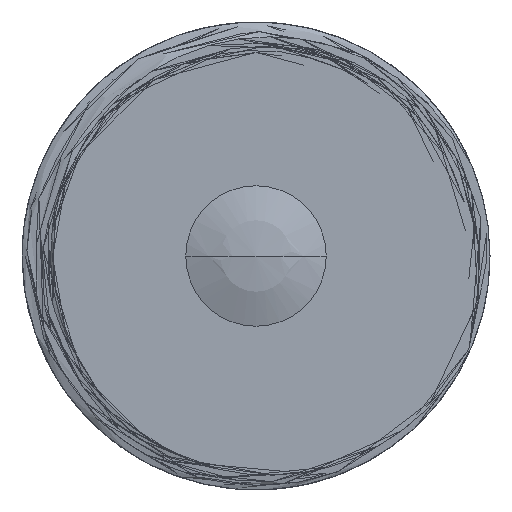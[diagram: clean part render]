
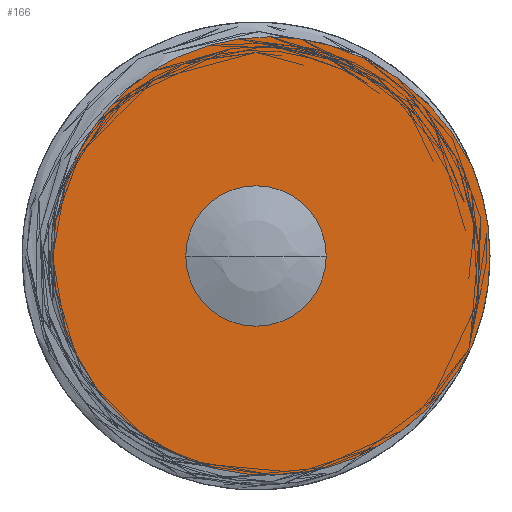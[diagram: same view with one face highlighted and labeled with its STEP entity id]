
A CAD part, left-side view. The second image highlights one B-rep face of the part: STEP entity #166.
In plain terms, the highlighted planar face has unit normal (-1, 0, 0).
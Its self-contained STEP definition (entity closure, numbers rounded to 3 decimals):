
#166=ADVANCED_FACE('',(#357,#358),#359,.F.);
#357=FACE_BOUND('',#3584,.T.);
#358=FACE_OUTER_BOUND('',#3585,.T.);
#359=PLANE('',#3586);
#3584=EDGE_LOOP('',(#5327,#5328));
#3585=EDGE_LOOP('',(#5329,#5330,#5331,#5332,#5333));
#3586=AXIS2_PLACEMENT_3D('',#5334,#5335,#5336);
#5327=ORIENTED_EDGE('',*,*,#5717,.F.);
#5328=ORIENTED_EDGE('',*,*,#5452,.F.);
#5329=ORIENTED_EDGE('',*,*,#5701,.T.);
#5330=ORIENTED_EDGE('',*,*,#5705,.T.);
#5331=ORIENTED_EDGE('',*,*,#5718,.T.);
#5332=ORIENTED_EDGE('',*,*,#5709,.T.);
#5333=ORIENTED_EDGE('',*,*,#5706,.T.);
#5334=CARTESIAN_POINT('',(1.5,2.5,0.0));
#5335=DIRECTION('',(1.0,0.,0.0));
#5336=DIRECTION('',(0.,1.0,0.0));
#5452=EDGE_CURVE('',#5733,#5729,#5735,.T.);
#5701=EDGE_CURVE('',#6153,#6150,#6154,.T.);
#5705=EDGE_CURVE('',#6150,#6157,#6159,.T.);
#5706=EDGE_CURVE('',#6160,#6153,#6161,.T.);
#5709=EDGE_CURVE('',#6165,#6160,#6166,.T.);
#5717=EDGE_CURVE('',#5729,#5733,#6175,.T.);
#5718=EDGE_CURVE('',#6157,#6165,#6176,.T.);
#5729=VERTEX_POINT('',#6189);
#5733=VERTEX_POINT('',#6194);
#5735=CIRCLE('',#6197,0.75);
#6150=VERTEX_POINT('',#10777);
#6153=VERTEX_POINT('',#10781);
#6154=CIRCLE('',#10782,2.5);
#6157=VERTEX_POINT('',#10837);
#6159=CIRCLE('',#10848,2.5);
#6160=VERTEX_POINT('',#10849);
#6161=B_SPLINE_CURVE_WITH_KNOTS('',3,(#10850,#10851,#10852,#10853,#10854,#10855,#10856,#10857,#10858,#10859,#10860,#10861,#10862,#10863,#10864,#10865,#10866,#10867),.UNSPECIFIED.,.F.,.F.,(4,2,2,2,2,2,2,2,4),(0.0,0.001,0.001,0.002,0.003,0.003,0.004,0.005,0.005),.UNSPECIFIED.);
#6165=VERTEX_POINT('',#11377);
#6166=B_SPLINE_CURVE_WITH_KNOTS('',3,(#11378,#11379,#11380,#11381,#11382,#11383,#11384,#11385,#11386,#11387),.UNSPECIFIED.,.F.,.F.,(4,2,2,2,4),(0.0,0.001,0.001,0.002,0.002),.UNSPECIFIED.);
#6175=CIRCLE('',#11911,0.75);
#6176=B_SPLINE_CURVE_WITH_KNOTS('',3,(#11912,#11913,#11914,#11915,#11916,#11917,#11918,#11919,#11920,#11921,#11922,#11923,#11924,#11925,#11926,#11927,#11928,#11929),.UNSPECIFIED.,.F.,.F.,(4,2,2,2,2,2,2,2,4),(0.0,0.001,0.001,0.002,0.003,0.003,0.004,0.005,0.005),.UNSPECIFIED.);
#6189=CARTESIAN_POINT('',(1.5,-0.75,0.0));
#6194=CARTESIAN_POINT('',(1.5,0.75,0.));
#6197=AXIS2_PLACEMENT_3D('',#11944,#11945,#11946);
#10777=CARTESIAN_POINT('',(1.5,-2.5,0.));
#10781=CARTESIAN_POINT('',(1.5,-2.305,-0.968));
#10782=AXIS2_PLACEMENT_3D('',#12048,#12049,#12050);
#10837=CARTESIAN_POINT('',(1.5,-2.305,0.968));
#10848=AXIS2_PLACEMENT_3D('',#12051,#12052,#12053);
#10849=CARTESIAN_POINT('',(1.5,1.88,-1.135));
#10850=CARTESIAN_POINT('',(1.5,1.88,-1.135));
#10851=CARTESIAN_POINT('',(1.5,1.78,-1.328));
#10852=CARTESIAN_POINT('',(1.5,1.654,-1.502));
#10853=CARTESIAN_POINT('',(1.5,1.352,-1.812));
#10854=CARTESIAN_POINT('',(1.5,1.178,-1.943));
#10855=CARTESIAN_POINT('',(1.5,0.802,-2.153));
#10856=CARTESIAN_POINT('',(1.5,0.597,-2.231));
#10857=CARTESIAN_POINT('',(1.5,0.179,-2.329));
#10858=CARTESIAN_POINT('',(1.5,-0.04,-2.349));
#10859=CARTESIAN_POINT('',(1.5,-0.468,-2.329));
#10860=CARTESIAN_POINT('',(1.5,-0.684,-2.289));
#10861=CARTESIAN_POINT('',(1.5,-1.092,-2.152));
#10862=CARTESIAN_POINT('',(1.5,-1.285,-2.055));
#10863=CARTESIAN_POINT('',(1.5,-1.644,-1.812));
#10864=CARTESIAN_POINT('',(1.5,-1.805,-1.67));
#10865=CARTESIAN_POINT('',(1.5,-2.089,-1.344));
#10866=CARTESIAN_POINT('',(1.5,-2.21,-1.163));
#10867=CARTESIAN_POINT('',(1.5,-2.305,-0.968));
#11377=CARTESIAN_POINT('',(1.5,1.88,1.135));
#11378=CARTESIAN_POINT('',(1.5,1.88,1.135));
#11379=CARTESIAN_POINT('',(1.5,1.971,0.959));
#11380=CARTESIAN_POINT('',(1.5,2.046,0.774));
#11381=CARTESIAN_POINT('',(1.5,2.146,0.392));
#11382=CARTESIAN_POINT('',(1.5,2.171,0.197));
#11383=CARTESIAN_POINT('',(1.5,2.171,-0.197));
#11384=CARTESIAN_POINT('',(1.5,2.145,-0.394));
#11385=CARTESIAN_POINT('',(1.5,2.046,-0.774));
#11386=CARTESIAN_POINT('',(1.5,1.971,-0.959));
#11387=CARTESIAN_POINT('',(1.5,1.88,-1.135));
#11911=AXIS2_PLACEMENT_3D('',#12066,#12067,#12068);
#11912=CARTESIAN_POINT('',(1.5,-2.305,0.968));
#11913=CARTESIAN_POINT('',(1.5,-2.21,1.163));
#11914=CARTESIAN_POINT('',(1.5,-2.091,1.342));
#11915=CARTESIAN_POINT('',(1.5,-1.807,1.668));
#11916=CARTESIAN_POINT('',(1.5,-1.644,1.813));
#11917=CARTESIAN_POINT('',(1.5,-1.287,2.053));
#11918=CARTESIAN_POINT('',(1.5,-1.091,2.152));
#11919=CARTESIAN_POINT('',(1.5,-0.685,2.289));
#11920=CARTESIAN_POINT('',(1.5,-0.47,2.329));
#11921=CARTESIAN_POINT('',(1.5,-0.039,2.35));
#11922=CARTESIAN_POINT('',(1.5,0.175,2.33));
#11923=CARTESIAN_POINT('',(1.5,0.599,2.231));
#11924=CARTESIAN_POINT('',(1.5,0.799,2.154));
#11925=CARTESIAN_POINT('',(1.5,1.177,1.944));
#11926=CARTESIAN_POINT('',(1.5,1.351,1.813));
#11927=CARTESIAN_POINT('',(1.5,1.651,1.506));
#11928=CARTESIAN_POINT('',(1.5,1.78,1.328));
#11929=CARTESIAN_POINT('',(1.5,1.88,1.135));
#11944=CARTESIAN_POINT('',(1.5,0.,0.0));
#11945=DIRECTION('',(-1.0,0.,0.0));
#11946=DIRECTION('',(0.,-1.0,0.0));
#12048=CARTESIAN_POINT('',(1.5,0.,0.0));
#12049=DIRECTION('',(-1.0,0.,0.0));
#12050=DIRECTION('',(0.,-1.0,0.0));
#12051=CARTESIAN_POINT('',(1.5,0.,0.0));
#12052=DIRECTION('',(-1.0,0.,0.0));
#12053=DIRECTION('',(0.,-1.0,0.0));
#12066=CARTESIAN_POINT('',(1.5,0.,0.0));
#12067=DIRECTION('',(-1.0,0.,0.0));
#12068=DIRECTION('',(0.,-1.0,0.0));
